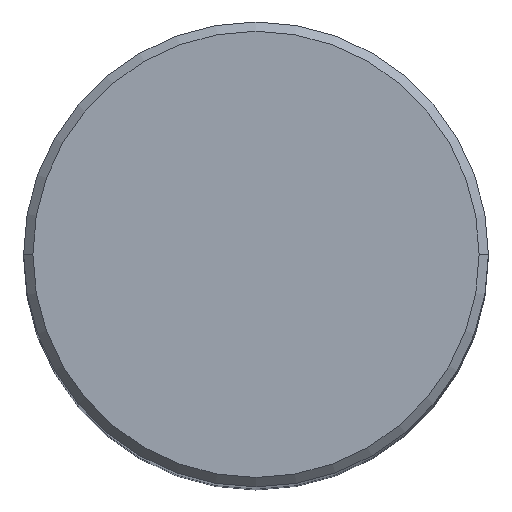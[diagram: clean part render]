
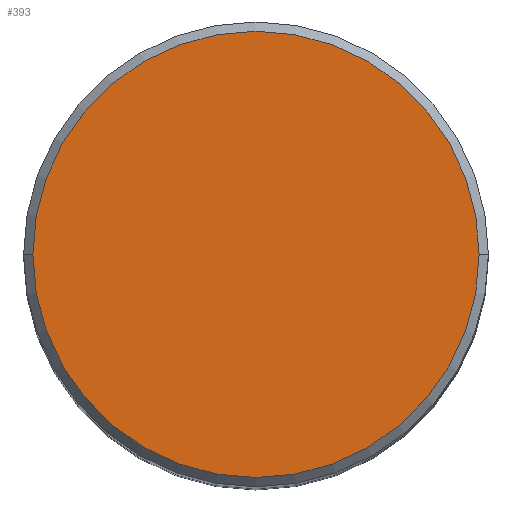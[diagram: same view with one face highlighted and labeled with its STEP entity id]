
A CAD part, top view. The second image highlights one B-rep face of the part: STEP entity #393.
In plain terms, the highlighted planar face has unit normal (0, 0, 1).
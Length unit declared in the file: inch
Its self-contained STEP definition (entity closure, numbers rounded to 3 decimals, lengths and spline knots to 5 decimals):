
#9 = DIRECTION ( 'NONE',  ( 0., 0., 1. ) ) ;
#18 = CARTESIAN_POINT ( 'NONE',  ( 0., 0.48, 0. ) ) ;
#35 = ORIENTED_EDGE ( 'NONE', *, *, #331, .T. ) ;
#47 = CARTESIAN_POINT ( 'NONE',  ( -0.48, 0., 0. ) ) ;
#54 = EDGE_LOOP ( 'NONE', ( #35, #151 ) ) ;
#67 = DIRECTION ( 'NONE',  ( 0., 0., 1. ) ) ;
#82 = PLANE ( 'NONE',  #397 ) ;
#100 = VERTEX_POINT ( 'NONE', #47 ) ;
#120 = AXIS2_PLACEMENT_3D ( 'NONE', #377, #9, #139 ) ;
#139 = DIRECTION ( 'NONE',  ( 1., 0., 0. ) ) ;
#151 = ORIENTED_EDGE ( 'NONE', *, *, #263, .T. ) ;
#184 = FACE_OUTER_BOUND ( 'NONE', #54, .T. ) ;
#188 = DIRECTION ( 'NONE',  ( 0., 0., -1. ) ) ;
#199 = AXIS2_PLACEMENT_3D ( 'NONE', #269, #67, #327 ) ;
#263 = EDGE_CURVE ( 'NONE', #340, #100, #315, .T. ) ;
#269 = CARTESIAN_POINT ( 'NONE',  ( 0., 0., 0. ) ) ;
#315 = CIRCLE ( 'NONE', #199, 0.48 ) ;
#327 = DIRECTION ( 'NONE',  ( 1., 0., 0. ) ) ;
#331 = EDGE_CURVE ( 'NONE', #100, #340, #414, .T. ) ;
#338 = CARTESIAN_POINT ( 'NONE',  ( 0.48, 0., 0. ) ) ;
#340 = VERTEX_POINT ( 'NONE', #338 ) ;
#377 = CARTESIAN_POINT ( 'NONE',  ( 0., 0., 0. ) ) ;
#387 = DIRECTION ( 'NONE',  ( -1., 0., 0. ) ) ;
#393 = ADVANCED_FACE ( 'NONE', ( #184 ), #82, .F. ) ;
#397 = AXIS2_PLACEMENT_3D ( 'NONE', #18, #188, #387 ) ;
#414 = CIRCLE ( 'NONE', #120, 0.48 ) ;
